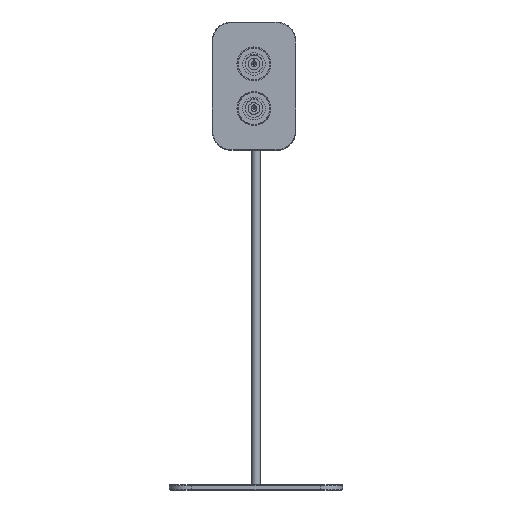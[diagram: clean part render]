
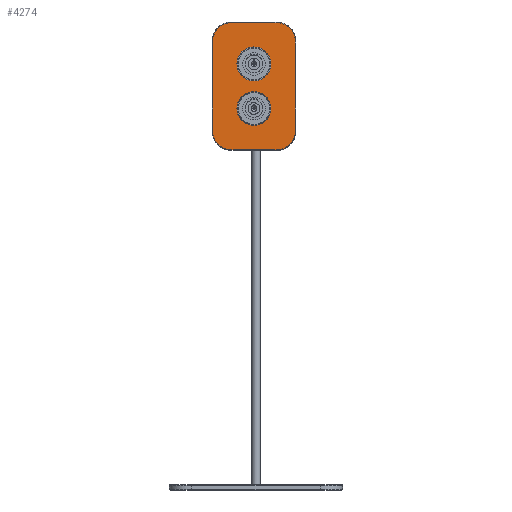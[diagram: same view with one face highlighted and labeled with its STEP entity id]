
A CAD part, front view. The second image highlights one B-rep face of the part: STEP entity #4274.
In plain terms, the highlighted face is planar.
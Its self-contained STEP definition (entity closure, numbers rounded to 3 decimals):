
#149=FACE_BOUND('',#1285,.T.);
#150=FACE_BOUND('',#1286,.T.);
#201=PLANE('',#4771);
#323=LINE('',#8148,#578);
#325=LINE('',#8248,#580);
#327=LINE('',#8355,#582);
#328=LINE('',#8444,#583);
#578=VECTOR('',#5563,10.);
#580=VECTOR('',#5571,10.);
#582=VECTOR('',#5579,10.);
#583=VECTOR('',#5584,10.);
#984=FACE_OUTER_BOUND('',#1284,.T.);
#1284=EDGE_LOOP('',(#3293,#3294,#3295,#3296,#3297,#3298,#3299,#3300));
#1285=EDGE_LOOP('',(#3301));
#1286=EDGE_LOOP('',(#3302));
#1516=B_SPLINE_CURVE_WITH_KNOTS('',3,(#8129,#8130,#8131,#8132,#8133,#8134,
#8135,#8136,#8137,#8138,#8139,#8140,#8141,#8142),.UNSPECIFIED.,.F.,.F.,
(4,1,1,1,1,1,1,1,1,1,1,4),(0.,0.886,1.772,2.658,
3.544,5.316,7.088,8.86,9.746,
10.631,11.517,12.403),.UNSPECIFIED.);
#1518=B_SPLINE_CURVE_WITH_KNOTS('',3,(#8230,#8231,#8232,#8233,#8234,#8235,
#8236,#8237,#8238,#8239,#8240,#8241,#8242),.UNSPECIFIED.,.F.,.F.,(4,1,1,
1,1,1,1,1,1,1,4),(0.,0.886,1.772,
2.658,3.544,5.316,7.088,8.417,
8.86,10.631,12.403),.UNSPECIFIED.);
#1520=B_SPLINE_CURVE_WITH_KNOTS('',3,(#8336,#8337,#8338,#8339,#8340,#8341,
#8342,#8343,#8344,#8345,#8346,#8347,#8348,#8349),.UNSPECIFIED.,.F.,.F.,
(4,1,1,1,1,1,1,1,1,1,1,4),(0.,0.886,1.772,
2.658,3.544,5.316,7.088,8.86,
9.746,10.631,11.517,12.403),
 .UNSPECIFIED.);
#1522=B_SPLINE_CURVE_WITH_KNOTS('',3,(#8431,#8432,#8433,#8434,#8435,#8436,
#8437,#8438,#8439,#8440,#8441,#8442),.UNSPECIFIED.,.F.,.F.,(4,1,1,1,1,1,
1,1,1,4),(0.,0.886,1.772,2.658,3.544,
5.316,7.088,8.86,10.631,12.403),
 .UNSPECIFIED.);
#1648=CIRCLE('',#4772,20.75);
#1649=CIRCLE('',#4773,20.75);
#1973=VERTEX_POINT('',#8109);
#1976=VERTEX_POINT('',#8127);
#1977=VERTEX_POINT('',#8144);
#1979=VERTEX_POINT('',#8214);
#1981=VERTEX_POINT('',#8244);
#1983=VERTEX_POINT('',#8319);
#1985=VERTEX_POINT('',#8351);
#1987=VERTEX_POINT('',#8416);
#1994=VERTEX_POINT('',#8566);
#1995=VERTEX_POINT('',#8568);
#2445=EDGE_CURVE('',#1976,#1973,#1516,.T.);
#2448=EDGE_CURVE('',#1973,#1977,#323,.T.);
#2451=EDGE_CURVE('',#1977,#1979,#1518,.T.);
#2454=EDGE_CURVE('',#1979,#1981,#325,.T.);
#2457=EDGE_CURVE('',#1981,#1983,#1520,.T.);
#2460=EDGE_CURVE('',#1983,#1985,#327,.T.);
#2463=EDGE_CURVE('',#1985,#1987,#1522,.T.);
#2464=EDGE_CURVE('',#1987,#1976,#328,.T.);
#2475=EDGE_CURVE('',#1994,#1994,#1648,.T.);
#2476=EDGE_CURVE('',#1995,#1995,#1649,.T.);
#3293=ORIENTED_EDGE('',*,*,#2445,.F.);
#3294=ORIENTED_EDGE('',*,*,#2464,.F.);
#3295=ORIENTED_EDGE('',*,*,#2463,.F.);
#3296=ORIENTED_EDGE('',*,*,#2460,.F.);
#3297=ORIENTED_EDGE('',*,*,#2457,.F.);
#3298=ORIENTED_EDGE('',*,*,#2454,.F.);
#3299=ORIENTED_EDGE('',*,*,#2451,.F.);
#3300=ORIENTED_EDGE('',*,*,#2448,.F.);
#3301=ORIENTED_EDGE('',*,*,#2475,.F.);
#3302=ORIENTED_EDGE('',*,*,#2476,.F.);
#4274=ADVANCED_FACE('',(#984,#149,#150),#201,.F.);
#4771=AXIS2_PLACEMENT_3D('',#8565,#5597,#5598);
#4772=AXIS2_PLACEMENT_3D('',#8567,#5599,#5600);
#4773=AXIS2_PLACEMENT_3D('',#8569,#5601,#5602);
#5563=DIRECTION('',(1.,0.,0.));
#5571=DIRECTION('',(0.,1.,0.));
#5579=DIRECTION('',(-1.,0.,0.));
#5584=DIRECTION('',(0.,-1.,0.));
#5597=DIRECTION('center_axis',(0.,0.,1.));
#5598=DIRECTION('ref_axis',(1.,0.,0.));
#5599=DIRECTION('center_axis',(0.,0.,-1.));
#5600=DIRECTION('ref_axis',(1.,0.,0.));
#5601=DIRECTION('center_axis',(0.,0.,-1.));
#5602=DIRECTION('ref_axis',(1.,0.,0.));
#8109=CARTESIAN_POINT('',(87.5,11.,0.));
#8127=CARTESIAN_POINT('',(11.,87.5,0.));
#8129=CARTESIAN_POINT('Ctrl Pts',(11.,87.5,0.));
#8130=CARTESIAN_POINT('Ctrl Pts',(11.,84.547,0.));
#8131=CARTESIAN_POINT('Ctrl Pts',(11.003,78.658,0.));
#8132=CARTESIAN_POINT('Ctrl Pts',(11.561,69.796,0.));
#8133=CARTESIAN_POINT('Ctrl Pts',(13.11,61.045,0.));
#8134=CARTESIAN_POINT('Ctrl Pts',(16.746,49.769,0.));
#8135=CARTESIAN_POINT('Ctrl Pts',(24.298,36.919,0.));
#8136=CARTESIAN_POINT('Ctrl Pts',(36.924,24.294,0.));
#8137=CARTESIAN_POINT('Ctrl Pts',(49.766,16.745,0.));
#8138=CARTESIAN_POINT('Ctrl Pts',(61.051,13.109,0.));
#8139=CARTESIAN_POINT('Ctrl Pts',(69.788,11.563,0.));
#8140=CARTESIAN_POINT('Ctrl Pts',(78.645,11.003,0.));
#8141=CARTESIAN_POINT('Ctrl Pts',(84.547,11.,0.));
#8142=CARTESIAN_POINT('Ctrl Pts',(87.5,11.,0.));
#8144=CARTESIAN_POINT('',(383.5,11.,0.));
#8148=CARTESIAN_POINT('',(122.25,11.,0.));
#8214=CARTESIAN_POINT('',(460.,87.5,0.));
#8230=CARTESIAN_POINT('Ctrl Pts',(383.5,11.,0.));
#8231=CARTESIAN_POINT('Ctrl Pts',(386.453,11.,0.));
#8232=CARTESIAN_POINT('Ctrl Pts',(392.343,11.002,0.));
#8233=CARTESIAN_POINT('Ctrl Pts',(401.204,11.562,0.));
#8234=CARTESIAN_POINT('Ctrl Pts',(409.956,13.11,0.));
#8235=CARTESIAN_POINT('Ctrl Pts',(421.23,16.747,0.));
#8236=CARTESIAN_POINT('Ctrl Pts',(434.082,24.295,0.));
#8237=CARTESIAN_POINT('Ctrl Pts',(445.654,35.875,0.));
#8238=CARTESIAN_POINT('Ctrl Pts',(451.991,45.908,0.));
#8239=CARTESIAN_POINT('Ctrl Pts',(456.836,56.7,0.));
#8240=CARTESIAN_POINT('Ctrl Pts',(459.96,69.745,0.));
#8241=CARTESIAN_POINT('Ctrl Pts',(460.,81.594,0.));
#8242=CARTESIAN_POINT('Ctrl Pts',(460.,87.5,0.));
#8244=CARTESIAN_POINT('',(460.,226.5,0.));
#8248=CARTESIAN_POINT('',(460.,83.,0.));
#8319=CARTESIAN_POINT('',(383.5,303.,0.));
#8336=CARTESIAN_POINT('Ctrl Pts',(460.,226.5,0.));
#8337=CARTESIAN_POINT('Ctrl Pts',(460.,229.453,0.));
#8338=CARTESIAN_POINT('Ctrl Pts',(459.998,235.343,0.));
#8339=CARTESIAN_POINT('Ctrl Pts',(459.438,244.204,0.));
#8340=CARTESIAN_POINT('Ctrl Pts',(457.89,252.956,0.));
#8341=CARTESIAN_POINT('Ctrl Pts',(454.253,264.229,0.));
#8342=CARTESIAN_POINT('Ctrl Pts',(446.702,277.081,0.));
#8343=CARTESIAN_POINT('Ctrl Pts',(434.076,289.706,0.));
#8344=CARTESIAN_POINT('Ctrl Pts',(421.234,297.254,0.));
#8345=CARTESIAN_POINT('Ctrl Pts',(409.95,300.892,0.));
#8346=CARTESIAN_POINT('Ctrl Pts',(401.212,302.437,0.));
#8347=CARTESIAN_POINT('Ctrl Pts',(392.355,302.998,0.));
#8348=CARTESIAN_POINT('Ctrl Pts',(386.453,303.,0.));
#8349=CARTESIAN_POINT('Ctrl Pts',(383.5,303.,0.));
#8351=CARTESIAN_POINT('',(87.5,303.,0.));
#8355=CARTESIAN_POINT('',(348.75,303.,0.));
#8416=CARTESIAN_POINT('',(11.,226.5,0.));
#8431=CARTESIAN_POINT('Ctrl Pts',(87.5,303.,0.));
#8432=CARTESIAN_POINT('Ctrl Pts',(84.547,303.,0.));
#8433=CARTESIAN_POINT('Ctrl Pts',(78.657,302.997,0.));
#8434=CARTESIAN_POINT('Ctrl Pts',(69.796,302.439,0.));
#8435=CARTESIAN_POINT('Ctrl Pts',(61.044,300.89,0.));
#8436=CARTESIAN_POINT('Ctrl Pts',(49.772,297.254,0.));
#8437=CARTESIAN_POINT('Ctrl Pts',(36.913,289.701,0.));
#8438=CARTESIAN_POINT('Ctrl Pts',(24.303,277.078,0.));
#8439=CARTESIAN_POINT('Ctrl Pts',(15.212,261.662,0.));
#8440=CARTESIAN_POINT('Ctrl Pts',(11.036,244.249,0.));
#8441=CARTESIAN_POINT('Ctrl Pts',(11.,232.406,0.));
#8442=CARTESIAN_POINT('Ctrl Pts',(11.,226.5,0.));
#8444=CARTESIAN_POINT('',(11.,231.,0.));
#8565=CARTESIAN_POINT('Origin',(235.5,157.,0.));
#8566=CARTESIAN_POINT('',(293.25,157.,0.));
#8567=CARTESIAN_POINT('Origin',(314.,157.,0.));
#8568=CARTESIAN_POINT('',(136.25,157.,0.));
#8569=CARTESIAN_POINT('Origin',(157.,157.,0.));
